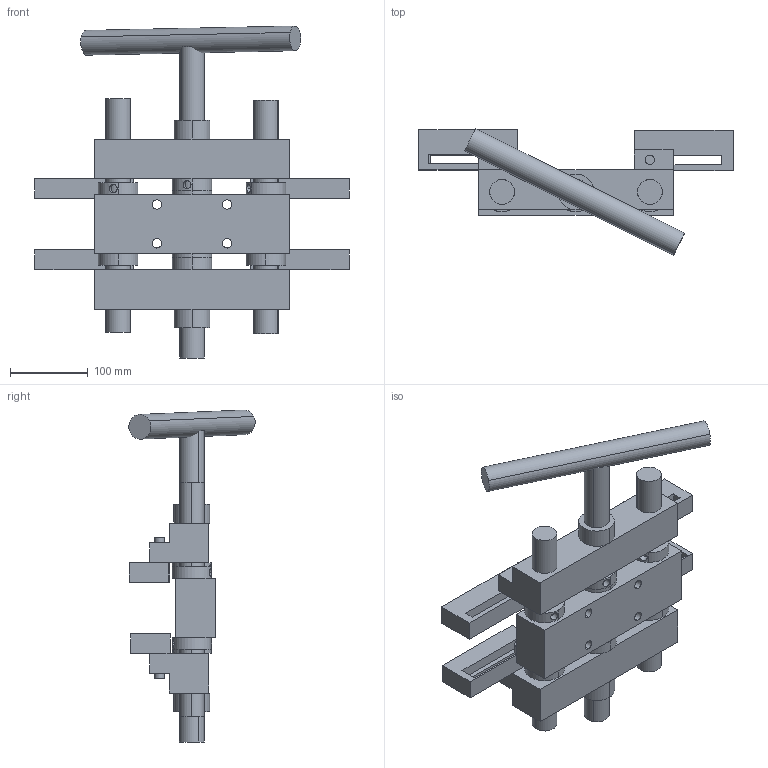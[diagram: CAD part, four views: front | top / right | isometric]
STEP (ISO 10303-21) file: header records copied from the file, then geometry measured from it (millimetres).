
FILE_DESCRIPTION (( 'STEP AP203' ), '1' );
FILE_NAME ('ViseAssembly.STEP', '2012-06-05T18:53:57', ( '' ), ( '' ), 'SwSTEP 2.0', 'SolidWorks 2010', '' );
FILE_SCHEMA (( 'CONFIG_CONTROL_DESIGN' ));
Length unit declared in the file: millimetre
Products named in the file (11): LargeNut; SupportThrustWasher; MovingBlock; Handle; LongScrew; ClampJaw; ViseAssembly; SupportShaft; MediumShaftCollar; FixedBlock; ThreadedRod
Assembly tree (25 placements, depth 2):
  ViseAssembly
    MediumShaftCollar  x6
    LongScrew  x4
    SupportThrustWasher  x2
    ClampJaw  x4
    MovingBlock  x2
    Handle
    SupportShaft  x2
    LargeNut  x2
    ThreadedRod
    FixedBlock
Bounding box: 404 x 162.44 x 426.74 mm (x, y, z)
Volume: 3603839.4 mm3; surface area: 560811.7 mm2
Topology: 25 solids, 25 shells, 252 faces, 588 edges, 392 vertices
Faces by surface type: plane 134, cylinder 118
Entity records: 4970 total; most frequent: CARTESIAN_POINT 707, DIRECTION 623, ORIENTED_EDGE 498, EDGE_CURVE 249, AXIS2_PLACEMENT_3D 244, VERTEX_POINT 166, EDGE_LOOP 147, VECTOR 135
